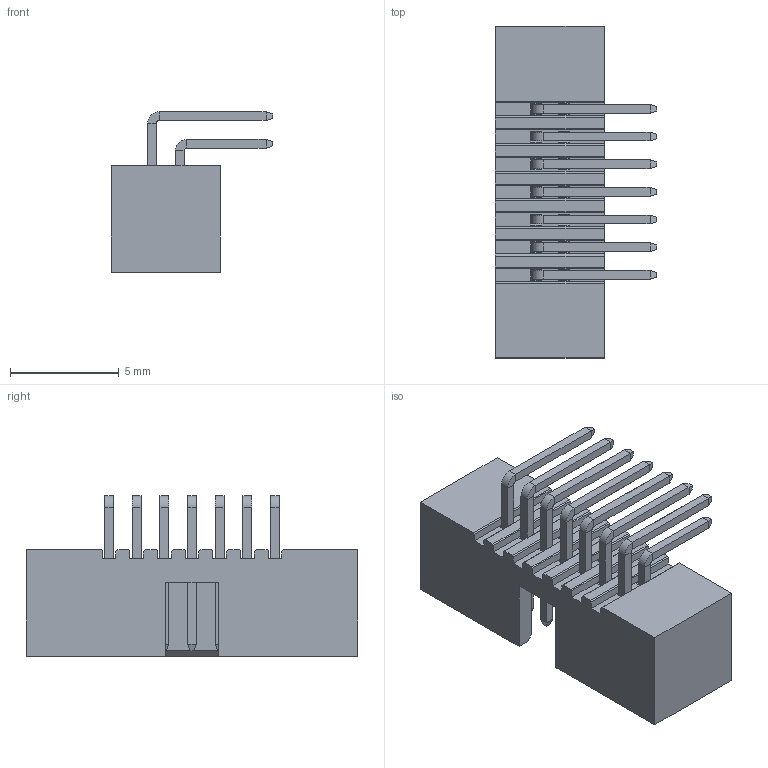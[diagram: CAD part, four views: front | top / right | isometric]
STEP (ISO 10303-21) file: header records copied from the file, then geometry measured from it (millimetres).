
FILE_DESCRIPTION((''),'2;1');
FILE_NAME('2195R-14_ASM','2020-12-10T09:09:50',('Jamie'),(''),'CREO PARAMETRIC BY PTC INC, 2018050','CREO PARAMETRIC BY PTC INC, 2018050','');
FILE_SCHEMA(('CONFIG_CONTROL_DESIGN'));
Length unit declared in the file: millimetre
Products named in the file (4): 801-2195R-14; 802-2195R-XXG-L; 802-2195R-XXG; 2195R-14_ASM
Assembly tree (15 placements, depth 2):
  2195R-14_ASM
    801-2195R-14
    802-2195R-XXG-L  x7
    802-2195R-XXG  x7
Bounding box: 7.4 x 15.24 x 7.37 mm (x, y, z)
Volume: 220.6 mm3; surface area: 738.6 mm2
Topology: 15 solids, 15 shells, 481 faces, 1069 edges, 618 vertices
Faces by surface type: plane 453, cylinder 28
Entity records: 6467 total; most frequent: CARTESIAN_POINT 1107, ORIENTED_EDGE 1082, DIRECTION 1021, EDGE_CURVE 541, VECTOR 533, LINE 533, VERTEX_POINT 330, EDGE_LOOP 245
